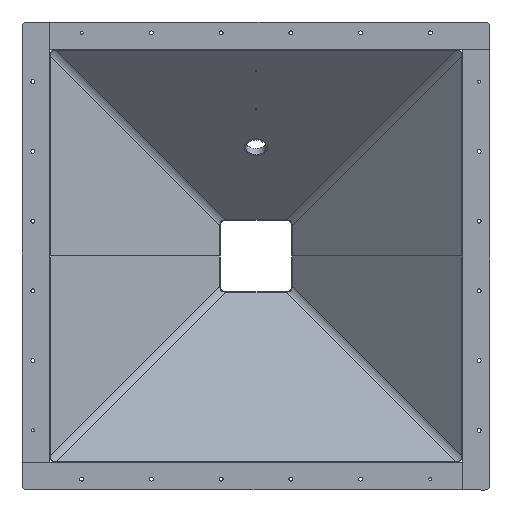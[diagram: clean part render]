
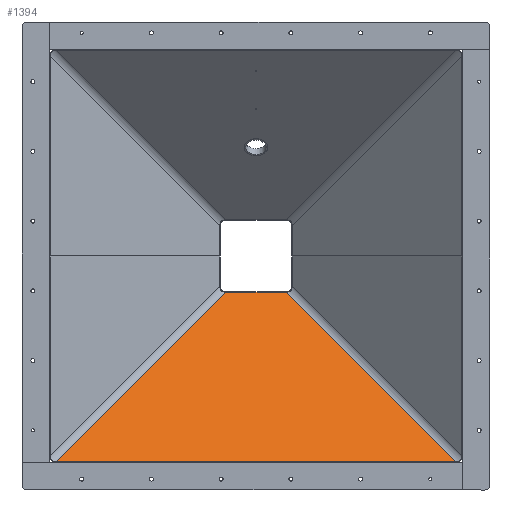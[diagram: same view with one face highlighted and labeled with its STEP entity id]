
A CAD part, front view. The second image highlights one B-rep face of the part: STEP entity #1394.
In plain terms, the highlighted face is planar.
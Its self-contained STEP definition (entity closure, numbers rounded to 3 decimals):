
#91 = CARTESIAN_POINT ( 'NONE',  ( -38.174, -39.811, 0. ) ) ;
#263 = CARTESIAN_POINT ( 'NONE',  ( -737.924, 631.165, 717. ) ) ;
#542 = B_SPLINE_CURVE_WITH_KNOTS ( 'NONE', 3,
 ( #2488, #2818, #4739, #583 ),
 .UNSPECIFIED., .F., .F.,
 ( 4, 4 ),
 ( 0., 1. ),
 .UNSPECIFIED. ) ;
#583 = CARTESIAN_POINT ( 'NONE',  ( -129.924, 48.165, 109. ) ) ;
#648 = ORIENTED_EDGE ( 'NONE', *, *, #4243, .F. ) ;
#771 = VECTOR ( 'NONE', #2198, 1000. ) ;
#824 = CARTESIAN_POINT ( 'NONE',  ( -129.924, 48.165, 109. ) ) ;
#985 = EDGE_CURVE ( 'NONE', #5999, #2302, #5801, .T. ) ;
#1031 = DIRECTION ( 'NONE',  ( -0.722, 0.692, 0. ) ) ;
#1070 = VERTEX_POINT ( 'NONE', #824 ) ;
#1108 = ORIENTED_EDGE ( 'NONE', *, *, #3217, .F. ) ;
#1394 = ADVANCED_FACE ( 'NONE', ( #1458 ), #3343, .T. ) ;
#1458 = FACE_OUTER_BOUND ( 'NONE', #2142, .T. ) ;
#1590 = CARTESIAN_POINT ( 'NONE',  ( -737.924, 631.165, -717. ) ) ;
#1758 = CARTESIAN_POINT ( 'NONE',  ( -129.924, 48.165, -109. ) ) ;
#1789 = LINE ( 'NONE', #3659, #3526 ) ;
#2142 = EDGE_LOOP ( 'NONE', ( #1108, #4707, #3011, #648 ) ) ;
#2198 = DIRECTION ( 'NONE',  ( 0., 0., -1. ) ) ;
#2302 = VERTEX_POINT ( 'NONE', #1590 ) ;
#2488 = CARTESIAN_POINT ( 'NONE',  ( -737.924, 631.165, 717. ) ) ;
#2610 = CARTESIAN_POINT ( 'NONE',  ( -737.924, 631.165, 0. ) ) ;
#2818 = CARTESIAN_POINT ( 'NONE',  ( -535.257, 436.832, 514.333 ) ) ;
#3011 = ORIENTED_EDGE ( 'NONE', *, *, #5229, .T. ) ;
#3217 = EDGE_CURVE ( 'NONE', #2302, #4607, #4736, .T. ) ;
#3343 = PLANE ( 'NONE',  #4183 ) ;
#3526 = VECTOR ( 'NONE', #5519, 1000. ) ;
#3659 = CARTESIAN_POINT ( 'NONE',  ( -129.924, 48.165, 0. ) ) ;
#3825 = DIRECTION ( 'NONE',  ( 0.692, 0.722, 0. ) ) ;
#4071 = CARTESIAN_POINT ( 'NONE',  ( -535.257, 436.832, -514.333 ) ) ;
#4103 = CARTESIAN_POINT ( 'NONE',  ( -737.924, 631.165, -717. ) ) ;
#4183 = AXIS2_PLACEMENT_3D ( 'NONE', #91, #3825, #1031 ) ;
#4243 = EDGE_CURVE ( 'NONE', #4607, #1070, #1789, .T. ) ;
#4607 = VERTEX_POINT ( 'NONE', #5122 ) ;
#4707 = ORIENTED_EDGE ( 'NONE', *, *, #985, .F. ) ;
#4736 = B_SPLINE_CURVE_WITH_KNOTS ( 'NONE', 3,
 ( #4103, #4071, #5929, #1758 ),
 .UNSPECIFIED., .F., .F.,
 ( 4, 4 ),
 ( 0., 1. ),
 .UNSPECIFIED. ) ;
#4739 = CARTESIAN_POINT ( 'NONE',  ( -332.59, 242.499, 311.667 ) ) ;
#5122 = CARTESIAN_POINT ( 'NONE',  ( -129.924, 48.165, -109. ) ) ;
#5229 = EDGE_CURVE ( 'NONE', #5999, #1070, #542, .T. ) ;
#5519 = DIRECTION ( 'NONE',  ( 0., 0., 1. ) ) ;
#5801 = LINE ( 'NONE', #2610, #771 ) ;
#5929 = CARTESIAN_POINT ( 'NONE',  ( -332.59, 242.499, -311.667 ) ) ;
#5999 = VERTEX_POINT ( 'NONE', #263 ) ;
